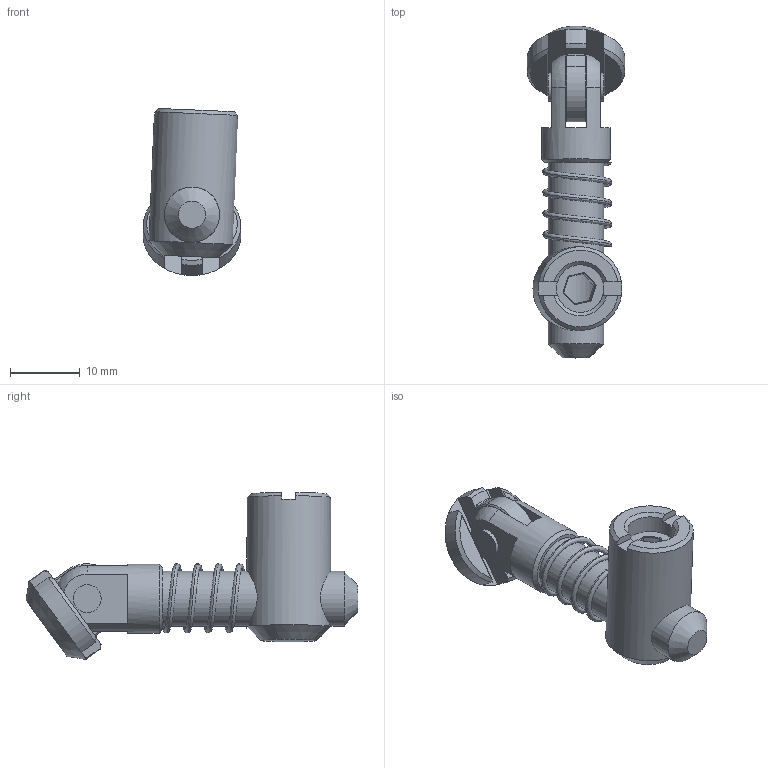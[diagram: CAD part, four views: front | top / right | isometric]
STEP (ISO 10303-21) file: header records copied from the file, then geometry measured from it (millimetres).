
FILE_DESCRIPTION(/* description */ ('Connessione snodata foro frontale'),/* implementation_level */ '2;1');
FILE_NAME(/* name */ 'PCE30-05.stp',/* time_stamp */ '2021-02-19T08:21:06+01:00',/* author */ ('omnitec'),/* organization */ ('Microsoft'),/* preprocessor_version */ 'ST-DEVELOPER v18.1',/* originating_system */ 'Autodesk Inventor 2021',/* authorisation */ '');
FILE_SCHEMA (('AUTOMOTIVE_DESIGN { 1 0 10303 214 3 1 1 }'));
Length unit declared in the file: millimetre
Products named in the file (1): PCE30-05
Bounding box: 14 x 47.56 x 23.94 mm (x, y, z)
Volume: 1479 mm3; surface area: 3741.8 mm2
Topology: 3 solids, 6 shells, 85 faces, 214 edges, 139 vertices
Faces by surface type: plane 54, cone 14, cylinder 13, sphere 2, bspline 2
Full cylindrical faces by diameter (mm): 4 x1, 6.8 x1, 7.9 x2, 9.9 x1, 12 x1
Entity records: 4090 total; most frequent: CARTESIAN_POINT 2012, DIRECTION 417, ORIENTED_EDGE 413, EDGE_CURVE 214, AXIS2_PLACEMENT_3D 153, VERTEX_POINT 139, LINE 111, VECTOR 111
